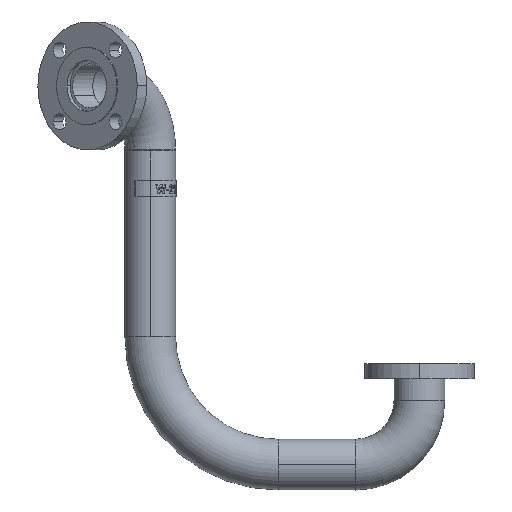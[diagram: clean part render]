
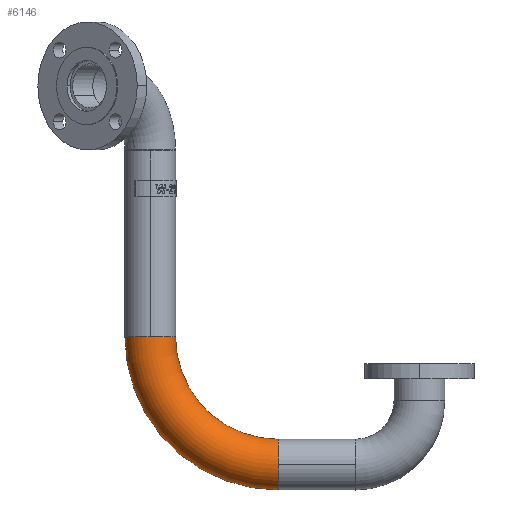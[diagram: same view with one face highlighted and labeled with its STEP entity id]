
A CAD part, top view. The second image highlights one B-rep face of the part: STEP entity #6146.
In plain terms, the highlighted toroidal (fillet/blend) face has major radius 152 mm and minor radius 30.15 mm.
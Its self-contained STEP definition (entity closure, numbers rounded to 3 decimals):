
#253 = DIRECTION ( 'NONE',  ( 1., 0., 0. ) ) ;
#301 = CARTESIAN_POINT ( 'NONE',  ( 0., 348., 0. ) ) ;
#318 = DIRECTION ( 'NONE',  ( 0., 1., 0. ) ) ;
#654 = CARTESIAN_POINT ( 'NONE',  ( 152., 500., 30.15 ) ) ;
#919 = EDGE_CURVE ( 'NONE', #7610, #1586, #6530, .T. ) ;
#1007 = ORIENTED_EDGE ( 'NONE', *, *, #2405, .T. ) ;
#1586 = VERTEX_POINT ( 'NONE', #654 ) ;
#1641 = CARTESIAN_POINT ( 'NONE',  ( 0., 348., 0. ) ) ;
#1940 = CIRCLE ( 'NONE', #8878, 121.85 ) ;
#2149 = CIRCLE ( 'NONE', #2357, 182.15 ) ;
#2357 = AXIS2_PLACEMENT_3D ( 'NONE', #3114, #6781, #10383 ) ;
#2405 = EDGE_CURVE ( 'NONE', #6303, #2645, #7711, .T. ) ;
#2469 = EDGE_CURVE ( 'NONE', #1586, #10949, #4045, .T. ) ;
#2513 = CARTESIAN_POINT ( 'NONE',  ( 30.15, 348., 0. ) ) ;
#2546 = DIRECTION ( 'NONE',  ( 0., 1., 0. ) ) ;
#2645 = VERTEX_POINT ( 'NONE', #10260 ) ;
#2880 = AXIS2_PLACEMENT_3D ( 'NONE', #9458, #8559, #318 ) ;
#3114 = CARTESIAN_POINT ( 'NONE',  ( 152., 348., 0. ) ) ;
#3375 = VERTEX_POINT ( 'NONE', #2513 ) ;
#3433 = DIRECTION ( 'NONE',  ( 0., 0., 1. ) ) ;
#3824 = DIRECTION ( 'NONE',  ( -1., 0., 0. ) ) ;
#4043 = AXIS2_PLACEMENT_3D ( 'NONE', #8737, #8492, #253 ) ;
#4045 = CIRCLE ( 'NONE', #9813, 30.15 ) ;
#4056 = AXIS2_PLACEMENT_3D ( 'NONE', #301, #9299, #3824 ) ;
#4193 = ORIENTED_EDGE ( 'NONE', *, *, #6071, .T. ) ;
#4433 = TOROIDAL_SURFACE ( 'NONE', #4043, 152., 30.15 ) ;
#4605 = CARTESIAN_POINT ( 'NONE',  ( 152., 348., 0. ) ) ;
#5741 = CARTESIAN_POINT ( 'NONE',  ( 152., 500., 0. ) ) ;
#5772 = FACE_OUTER_BOUND ( 'NONE', #10428, .T. ) ;
#6071 = EDGE_CURVE ( 'NONE', #2645, #3375, #11137, .T. ) ;
#6100 = ORIENTED_EDGE ( 'NONE', *, *, #2469, .F. ) ;
#6146 = ADVANCED_FACE ( 'NONE', ( #5772 ), #4433, .T. ) ;
#6303 = VERTEX_POINT ( 'NONE', #9691 ) ;
#6530 = CIRCLE ( 'NONE', #2880, 30.15 ) ;
#6566 = AXIS2_PLACEMENT_3D ( 'NONE', #1641, #2546, #9036 ) ;
#6781 = DIRECTION ( 'NONE',  ( 0., 0., 1. ) ) ;
#7098 = DIRECTION ( 'NONE',  ( 1., 0., 0. ) ) ;
#7496 = DIRECTION ( 'NONE',  ( 0., 1., 0. ) ) ;
#7595 = CARTESIAN_POINT ( 'NONE',  ( 152., 469.85, 0. ) ) ;
#7610 = VERTEX_POINT ( 'NONE', #9019 ) ;
#7711 = CIRCLE ( 'NONE', #4056, 30.15 ) ;
#8492 = DIRECTION ( 'NONE',  ( 0., 0., 1. ) ) ;
#8559 = DIRECTION ( 'NONE',  ( 1., 0., 0. ) ) ;
#8737 = CARTESIAN_POINT ( 'NONE',  ( 152., 348., 0. ) ) ;
#8878 = AXIS2_PLACEMENT_3D ( 'NONE', #4605, #3433, #7098 ) ;
#9015 = EDGE_CURVE ( 'NONE', #10949, #3375, #1940, .T. ) ;
#9019 = CARTESIAN_POINT ( 'NONE',  ( 152., 530.15, 0. ) ) ;
#9036 = DIRECTION ( 'NONE',  ( -1., 0., 0. ) ) ;
#9299 = DIRECTION ( 'NONE',  ( 0., 1., 0. ) ) ;
#9458 = CARTESIAN_POINT ( 'NONE',  ( 152., 500., 0. ) ) ;
#9479 = DIRECTION ( 'NONE',  ( 1., 0., 0. ) ) ;
#9691 = CARTESIAN_POINT ( 'NONE',  ( -30.15, 348., 0. ) ) ;
#9813 = AXIS2_PLACEMENT_3D ( 'NONE', #5741, #9479, #7496 ) ;
#10175 = ORIENTED_EDGE ( 'NONE', *, *, #11505, .T. ) ;
#10260 = CARTESIAN_POINT ( 'NONE',  ( 0., 348., 30.15 ) ) ;
#10383 = DIRECTION ( 'NONE',  ( 1., 0., 0. ) ) ;
#10428 = EDGE_LOOP ( 'NONE', ( #10785, #10175, #1007, #4193, #10799, #6100 ) ) ;
#10785 = ORIENTED_EDGE ( 'NONE', *, *, #919, .F. ) ;
#10799 = ORIENTED_EDGE ( 'NONE', *, *, #9015, .F. ) ;
#10949 = VERTEX_POINT ( 'NONE', #7595 ) ;
#11137 = CIRCLE ( 'NONE', #6566, 30.15 ) ;
#11505 = EDGE_CURVE ( 'NONE', #7610, #6303, #2149, .T. ) ;
